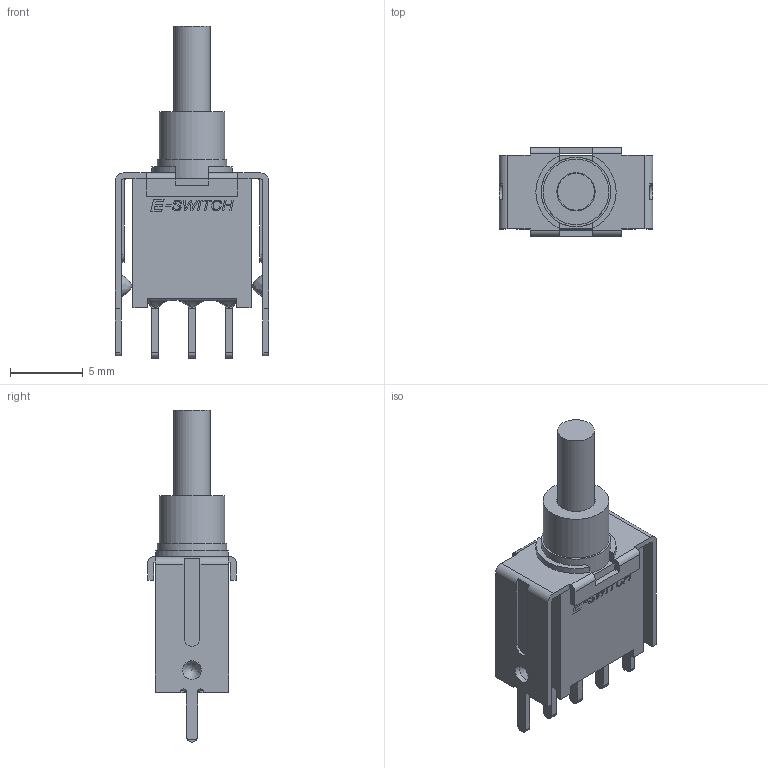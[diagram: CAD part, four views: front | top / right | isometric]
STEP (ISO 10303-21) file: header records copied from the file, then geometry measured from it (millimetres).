
FILE_DESCRIPTION(/* description */ (''),/* implementation_level */ '2;1');
FILE_NAME(/* name */ '800AWSP8VS2xE.stp',/* time_stamp */ '2025-12-22T17:18:13-06:00',/* author */ ('jmeyers'),/* organization */ (''),/* preprocessor_version */ 'ST-DEVELOPER v18.1',/* originating_system */ 'Autodesk Inventor 2022',/* authorisation */ '');
FILE_SCHEMA (('AUTOMOTIVE_DESIGN { 1 0 10303 214 3 1 1 }'));
Length unit declared in the file: inch
Products named in the file (1): Part64
Bounding box: 10.56 x 6.1 x 22.85 mm (x, y, z)
Volume: 496.8 mm3; surface area: 805.3 mm2
Topology: 2 solids, 2 shells, 269 faces, 756 edges, 500 vertices
Faces by surface type: plane 175, bspline 50, cylinder 44
Full cylindrical faces by diameter (mm): 1.291 x2, 2.54 x1, 2.63 x1, 4.52 x1, 4.78 x1
Entity records: 9376 total; most frequent: CARTESIAN_POINT 2684, ORIENTED_EDGE 1504, DIRECTION 1174, EDGE_CURVE 752, LINE 534, VECTOR 534, VERTEX_POINT 500, AXIS2_PLACEMENT_3D 320
